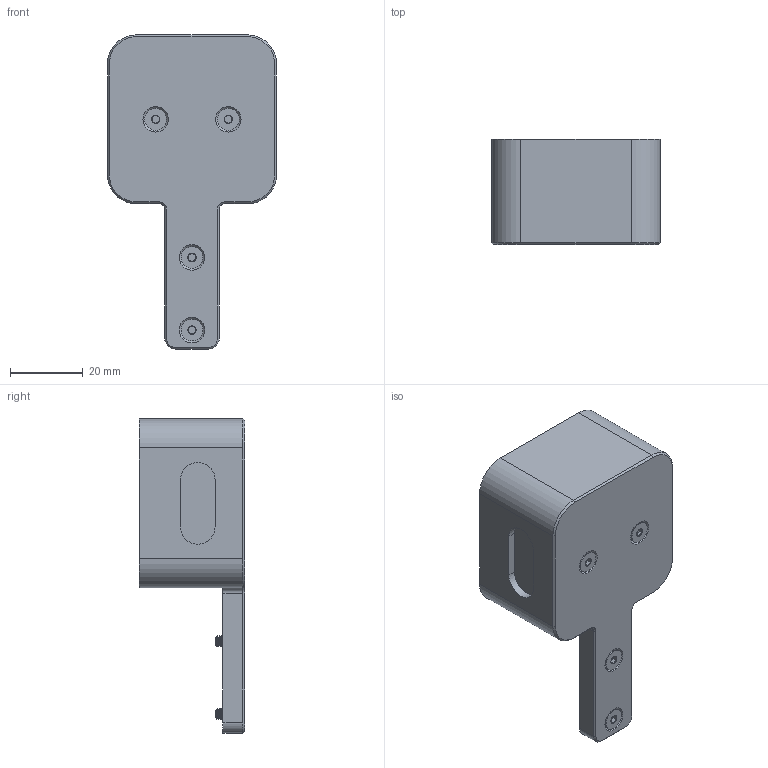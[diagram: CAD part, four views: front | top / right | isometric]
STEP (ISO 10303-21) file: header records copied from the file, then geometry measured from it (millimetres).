
FILE_DESCRIPTION(/* description */ (''),/* implementation_level */ '2;1');
FILE_NAME(/* name */ 'camera_assembly.step',/* time_stamp */ '2025-05-04T15:32:52-07:00',/* author */ (''),/* organization */ (''),/* preprocessor_version */ 'ST-DEVELOPER v20.1',/* originating_system */ 'Autodesk Translation Framework v14.4.0.0',/* authorisation */ '');
FILE_SCHEMA (('AUTOMOTIVE_DESIGN { 1 0 10303 214 3 1 1 }'));
Length unit declared in the file: millimetre
Products named in the file (6): camera_assembly; camera_holder; 91294A128_Black-Oxide Alloy Steel Hex Drive Flat Head Screw; 91294A128_Black-Oxide Alloy Steel Hex Drive Flat Head Screw_1; 91294A128_Black-Oxide Alloy Steel Hex Drive Flat Head Screw_2; 91294A128_Black-Oxide Alloy Steel Hex Drive Flat Head Screw_3
Assembly tree (5 placements, depth 2):
  camera_assembly
    camera_holder
    91294A128_Black-Oxide Alloy Steel Hex Drive Flat Head Screw
    91294A128_Black-Oxide Alloy Steel Hex Drive Flat Head Screw_1
    91294A128_Black-Oxide Alloy Steel Hex Drive Flat Head Screw_2
    91294A128_Black-Oxide Alloy Steel Hex Drive Flat Head Screw_3
Bounding box: 46.5 x 29 x 86.5 mm (x, y, z)
Volume: 63762.7 mm3; surface area: 22530 mm2
Topology: 10 solids, 10 shells, 259 faces, 634 edges, 400 vertices
Faces by surface type: cylinder 132, plane 75, cone 44, bspline 8
Full cylindrical faces by diameter (mm): 2.35 x44, 3 x44, 3.4 x6, 6 x4
Entity records: 14596 total; most frequent: CARTESIAN_POINT 8864, ORIENTED_EDGE 1268, DIRECTION 1034, EDGE_CURVE 634, VERTEX_POINT 400, AXIS2_PLACEMENT_3D 386, EDGE_LOOP 278, LINE 262
